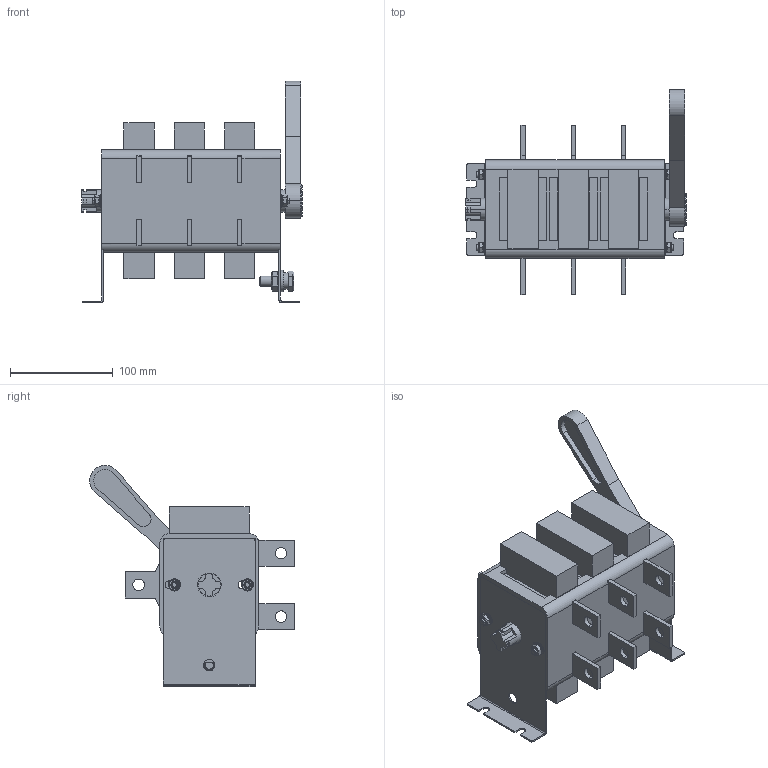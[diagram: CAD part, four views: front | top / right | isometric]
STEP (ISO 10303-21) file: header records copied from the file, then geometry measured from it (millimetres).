
FILE_DESCRIPTION (( 'STEP AP203' ), '1' );
FILE_NAME ('uvr32-37a71220.ÃÌ Âûêëþ÷àòåëü-ðàçúåäèíèòåëü ÂÐ32Ó-37A71220 400 À 2 íàïðàâ..STEP', '2025-03-31T13:00:39', ( '' ), ( '' ), 'SwSTEP 2.0', 'SolidWorks 2021', '' );
FILE_SCHEMA (( 'CONFIG_CONTROL_DESIGN' ));
Length unit declared in the file: millimetre
Products named in the file (1): uvr32-37a71220.ÃÌ Âûêëþ÷àòåëü-ðàçúåäèíèòåëü ÂÐ32Ó-37A71220 400 À 2 íàïðàâ.
Bounding box: 214.8 x 199.13 x 215.3 mm (x, y, z)
Volume: 2031173.4 mm3; surface area: 372912.5 mm2
Topology: 26 solids, 26 shells, 765 faces, 1952 edges, 1262 vertices
Faces by surface type: plane 479, cylinder 242, bspline 24, cone 10, torus 10
Entity records: 23891 total; most frequent: CARTESIAN_POINT 5036, ORIENTED_EDGE 3904, DIRECTION 3878, EDGE_CURVE 1952, LINE 1366, VECTOR 1366, VERTEX_POINT 1262, AXIS2_PLACEMENT_3D 1256
